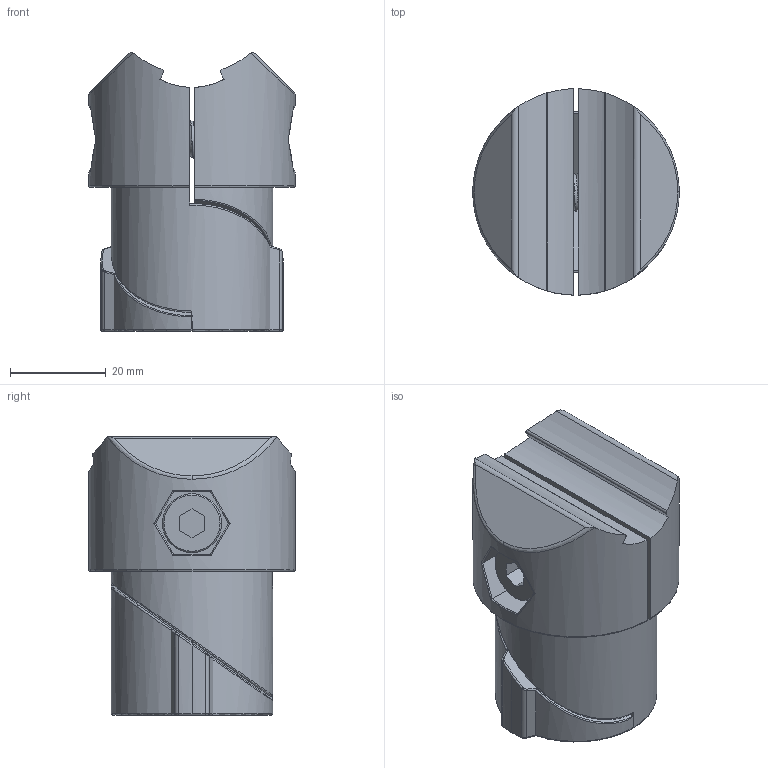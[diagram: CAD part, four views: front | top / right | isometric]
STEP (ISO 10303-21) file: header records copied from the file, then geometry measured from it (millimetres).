
FILE_DESCRIPTION (( 'STEP AP214' ), '1' );
FILE_NAME ('B413 Ò-ñîåäèíèòåëü âíóòðåííèé äëÿ òðóáíûõ ïðîôèëåé.stp', '2024-01-18T10:16:20', ( '' ), ( '' ), 'SwSTEP 2.0', 'SolidWorks 2022', '' );
FILE_SCHEMA (( 'AUTOMOTIVE_DESIGN' ));
Length unit declared in the file: millimetre
Products named in the file (1): B413 Т-соединитель внутренний для трубных профилей
Bounding box: 43 x 42.99 x 58.01 mm (x, y, z)
Volume: 47670.8 mm3; surface area: 21777 mm2
Topology: 4 solids, 4 shells, 297 faces, 785 edges, 506 vertices
Faces by surface type: cylinder 101, plane 86, bspline 51, cone 43, torus 16
Entity records: 21239 total; most frequent: CARTESIAN_POINT 11332, ORIENTED_EDGE 1570, DIRECTION 1059, EDGE_CURVE 785, VERTEX_POINT 506, AXIS2_PLACEMENT_3D 391, B_SPLINE_CURVE_WITH_KNOTS 364, EDGE_LOOP 313
